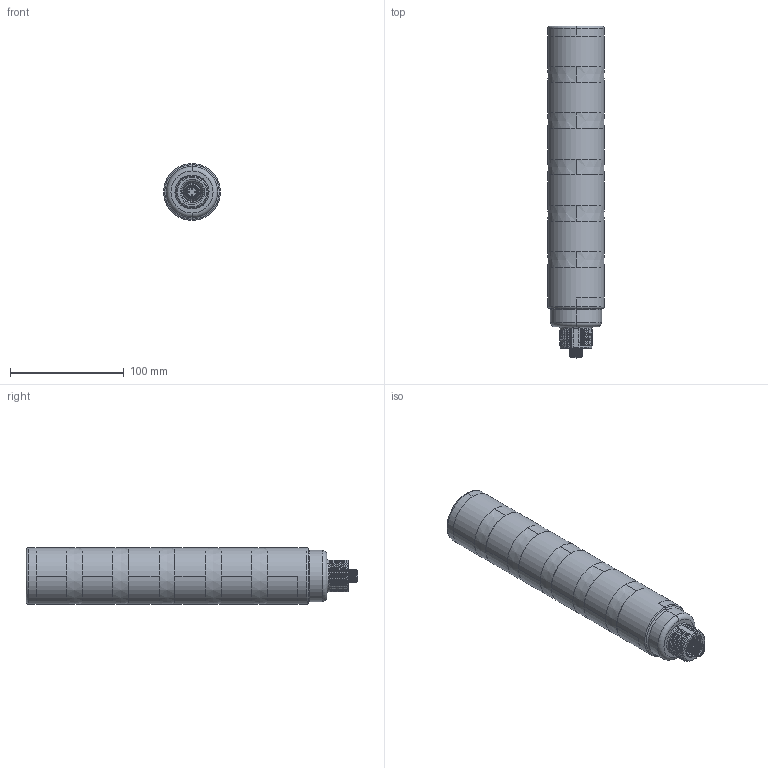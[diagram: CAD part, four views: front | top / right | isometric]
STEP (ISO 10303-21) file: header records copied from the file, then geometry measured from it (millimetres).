
FILE_DESCRIPTION((''),'2;1');
FILE_NAME('175258_SM01_ASM','2022-06-13T13:51:07',('PDMAdmin'),('BANNER ENGINEERING'),'CREO PARAMETRIC BY PTC INC, 2019292','CREO PARAMETRIC BY PTC INC, 2019292','');
FILE_SCHEMA(('CONFIG_CONTROL_DESIGN'));
Length unit declared in the file: millimetre
Products named in the file (2): 175258_EP01; 175258_SM01_ASM
Assembly tree (1 placements, depth 2):
  175258_SM01_ASM
    175258_EP01
Bounding box: 50 x 291.95 x 50 mm (x, y, z)
Volume: 521499.6 mm3; surface area: 50568.8 mm2
Topology: 1 solids, 1 shells, 257 faces, 663 edges, 426 vertices
Faces by surface type: cylinder 102, bspline 88, plane 34, cone 19, torus 14
Entity records: 17581 total; most frequent: CARTESIAN_POINT 11895, ORIENTED_EDGE 1326, DIRECTION 921, EDGE_CURVE 663, VERTEX_POINT 426, AXIS2_PLACEMENT_3D 349, EDGE_LOOP 275, B_SPLINE_CURVE_WITH_KNOTS 263
